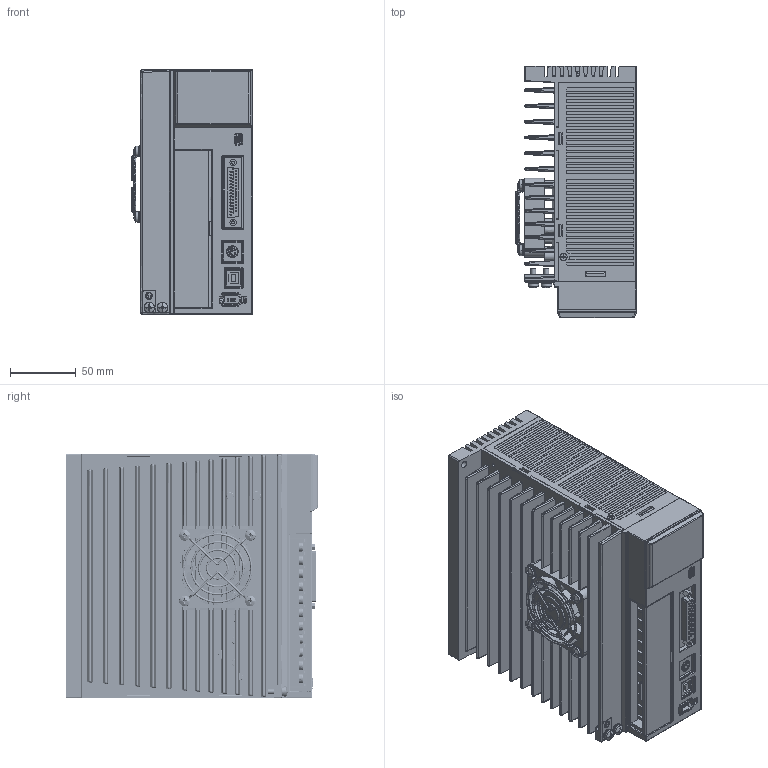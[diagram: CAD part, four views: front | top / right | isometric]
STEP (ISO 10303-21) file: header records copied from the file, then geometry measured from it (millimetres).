
FILE_DESCRIPTION(/* description */ (''),/* implementation_level */ '2;1');
FILE_NAME(/* name */ 'W5E3-20P7-PTA+W5E3-21P5-PTA官网图',/* time_stamp */ '2021-08-25T16:15:10+08:00',/* author */ (''),/* organization */ (''),/* preprocessor_version */ 'ST-DEVELOPER v15',/* originating_system */ '',/* authorisation */ '');
FILE_SCHEMA (('AUTOMOTIVE_DESIGN'));
Products named in the file (1): Document
Bounding box: 92 x 191.6 x 186 mm (x, y, z)
Surface area: 589577.2 mm2 (no closed solid volume)
Topology: 0 solids, 6078 shells, 6078 faces, 33504 edges, 33474 vertices
Faces by surface type: plane 3134, bspline 2944
Entity records: 368581 total; most frequent: CARTESIAN_POINT 192460, ORIENTED_EDGE 33478, EDGE_CURVE 33478, VERTEX_POINT 33477, B_SPLINE_CURVE_WITH_KNOTS 27044, EDGE_LOOP 6900, PRESENTATION_LAYER_ASSIGNMENT 6078, SHELL_BASED_SURFACE_MODEL 6078
